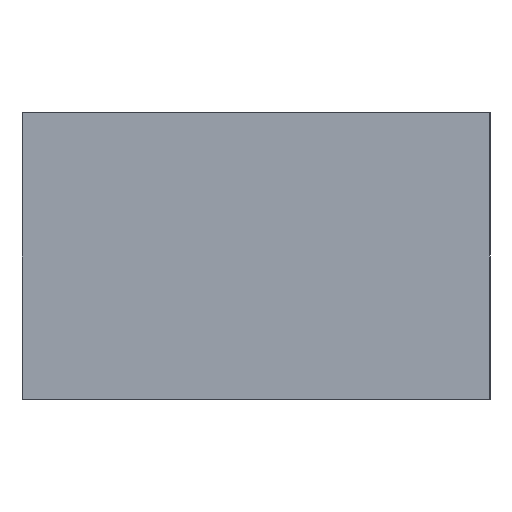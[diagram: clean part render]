
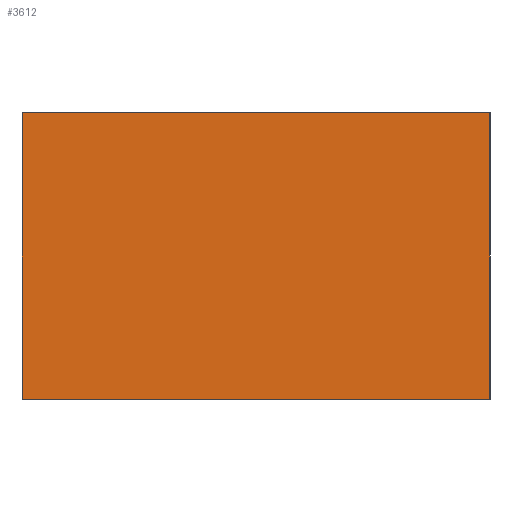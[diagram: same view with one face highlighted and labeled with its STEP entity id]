
A CAD part, left-side view. The second image highlights one B-rep face of the part: STEP entity #3612.
In plain terms, the highlighted planar face has unit normal (-1, 0, 0).
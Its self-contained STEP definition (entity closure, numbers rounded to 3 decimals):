
#241 = VECTOR ( 'NONE', #259, 1000. ) ;
#259 = DIRECTION ( 'NONE',  ( 0., 0., 1. ) ) ;
#344 = ORIENTED_EDGE ( 'NONE', *, *, #8659, .T. ) ;
#975 = CARTESIAN_POINT ( 'NONE',  ( -1.27, 8.3, 1.27 ) ) ;
#1023 = EDGE_CURVE ( 'NONE', #8282, #8714, #1236, .T. ) ;
#1096 = ORIENTED_EDGE ( 'NONE', *, *, #2944, .F. ) ;
#1236 = LINE ( 'NONE', #5150, #7991 ) ;
#1549 = CARTESIAN_POINT ( 'NONE',  ( -1.27, 0., 1.27 ) ) ;
#2039 = CARTESIAN_POINT ( 'NONE',  ( -1.27, 8.3, 1.27 ) ) ;
#2095 = PLANE ( 'NONE',  #2903 ) ;
#2473 = VERTEX_POINT ( 'NONE', #2039 ) ;
#2616 = LINE ( 'NONE', #975, #5995 ) ;
#2903 = AXIS2_PLACEMENT_3D ( 'NONE', #7487, #3444, #8169 ) ;
#2944 = EDGE_CURVE ( 'NONE', #7241, #2473, #4040, .T. ) ;
#3007 = DIRECTION ( 'NONE',  ( 0., -1., 0. ) ) ;
#3409 = CARTESIAN_POINT ( 'NONE',  ( -1.27, 8.3, -3.81 ) ) ;
#3444 = DIRECTION ( 'NONE',  ( 1., 0., 0. ) ) ;
#3612 = ADVANCED_FACE ( 'NONE', ( #6670 ), #2095, .F. ) ;
#4040 = LINE ( 'NONE', #8345, #241 ) ;
#4161 = DIRECTION ( 'NONE',  ( 0., -1., 0. ) ) ;
#4195 = ORIENTED_EDGE ( 'NONE', *, *, #5089, .F. ) ;
#5089 = EDGE_CURVE ( 'NONE', #2473, #8714, #2616, .T. ) ;
#5150 = CARTESIAN_POINT ( 'NONE',  ( -1.27, 0., 1.27 ) ) ;
#5243 = VECTOR ( 'NONE', #4161, 1000. ) ;
#5995 = VECTOR ( 'NONE', #3007, 1000. ) ;
#6176 = CARTESIAN_POINT ( 'NONE',  ( -1.27, 8.3, -3.81 ) ) ;
#6670 = FACE_OUTER_BOUND ( 'NONE', #8556, .T. ) ;
#7241 = VERTEX_POINT ( 'NONE', #3409 ) ;
#7487 = CARTESIAN_POINT ( 'NONE',  ( -1.27, 8.3, 1.27 ) ) ;
#7991 = VECTOR ( 'NONE', #8520, 1000. ) ;
#8169 = DIRECTION ( 'NONE',  ( 0., 0., -1. ) ) ;
#8282 = VERTEX_POINT ( 'NONE', #8715 ) ;
#8345 = CARTESIAN_POINT ( 'NONE',  ( -1.27, 8.3, 1.27 ) ) ;
#8520 = DIRECTION ( 'NONE',  ( 0., 0., 1. ) ) ;
#8556 = EDGE_LOOP ( 'NONE', ( #8693, #4195, #1096, #344 ) ) ;
#8628 = LINE ( 'NONE', #6176, #5243 ) ;
#8659 = EDGE_CURVE ( 'NONE', #7241, #8282, #8628, .T. ) ;
#8693 = ORIENTED_EDGE ( 'NONE', *, *, #1023, .T. ) ;
#8714 = VERTEX_POINT ( 'NONE', #1549 ) ;
#8715 = CARTESIAN_POINT ( 'NONE',  ( -1.27, 0., -3.81 ) ) ;
